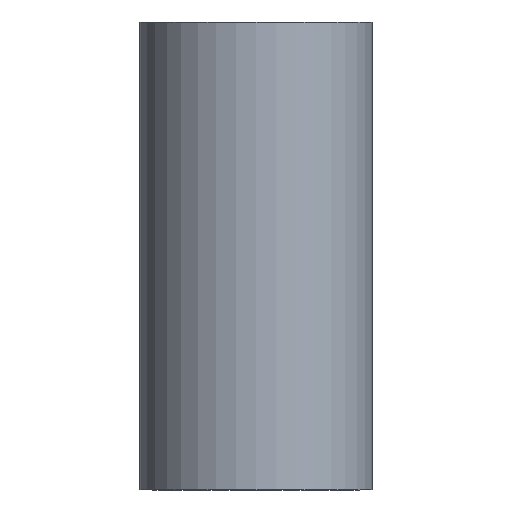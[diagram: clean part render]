
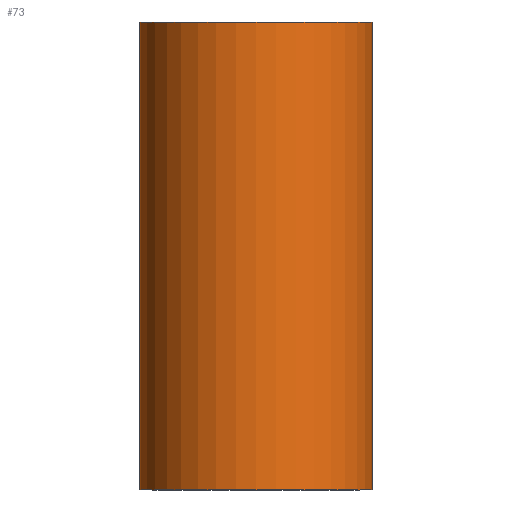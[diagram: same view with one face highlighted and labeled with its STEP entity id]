
A CAD part, front view. The second image highlights one B-rep face of the part: STEP entity #73.
In plain terms, the highlighted cylindrical face has radius 19.9 mm (diameter 39.8 mm), a partial arc.
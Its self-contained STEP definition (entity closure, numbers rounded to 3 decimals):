
#2 = DIRECTION ( 'NONE',  ( 0., 0., 1. ) ) ;
#3 = VECTOR ( 'NONE', #2, 1000. ) ;
#67 = ORIENTED_EDGE ( 'NONE', *, *, #68, .F. ) ;
#68 = EDGE_CURVE ( 'NONE', #133, #136, #170, .T. ) ;
#71 = ORIENTED_EDGE ( 'NONE', *, *, #138, .T. ) ;
#72 = ORIENTED_EDGE ( 'NONE', *, *, #102, .F. ) ;
#73 = ADVANCED_FACE ( 'NONE', ( #218 ), #214, .T. ) ;
#74 = EDGE_LOOP ( 'NONE', ( #72, #103, #71, #67 ) ) ;
#99 = VERTEX_POINT ( 'NONE', #244 ) ;
#100 = VERTEX_POINT ( 'NONE', #243 ) ;
#102 = EDGE_CURVE ( 'NONE', #100, #133, #242, .T. ) ;
#103 = ORIENTED_EDGE ( 'NONE', *, *, #109, .T. ) ;
#109 = EDGE_CURVE ( 'NONE', #100, #99, #232, .T. ) ;
#133 = VERTEX_POINT ( 'NONE', #183 ) ;
#136 = VERTEX_POINT ( 'NONE', #330 ) ;
#138 = EDGE_CURVE ( 'NONE', #99, #136, #328, .T. ) ;
#163 = DIRECTION ( 'NONE',  ( 1., 0., 0. ) ) ;
#164 = DIRECTION ( 'NONE',  ( 0., 0., 1. ) ) ;
#165 = CARTESIAN_POINT ( 'NONE',  ( 0., 0., 0. ) ) ;
#166 = AXIS2_PLACEMENT_3D ( 'NONE', #165, #164, #163 ) ;
#170 = CIRCLE ( 'NONE', #301, 19.9 ) ;
#183 = CARTESIAN_POINT ( 'NONE',  ( -19.9, 0., 0. ) ) ;
#214 = CYLINDRICAL_SURFACE ( 'NONE', #166, 19.9 ) ;
#218 = FACE_OUTER_BOUND ( 'NONE', #74, .T. ) ;
#228 = DIRECTION ( 'NONE',  ( 1., 0., 0. ) ) ;
#229 = DIRECTION ( 'NONE',  ( 0., 0., 1. ) ) ;
#230 = CARTESIAN_POINT ( 'NONE',  ( 0., 0., -80. ) ) ;
#231 = AXIS2_PLACEMENT_3D ( 'NONE', #230, #229, #228 ) ;
#232 = CIRCLE ( 'NONE', #231, 19.9 ) ;
#239 = DIRECTION ( 'NONE',  ( 0., 0., 1. ) ) ;
#240 = VECTOR ( 'NONE', #239, 1000. ) ;
#241 = CARTESIAN_POINT ( 'NONE',  ( -19.9, 0., 0. ) ) ;
#242 = LINE ( 'NONE', #241, #240 ) ;
#243 = CARTESIAN_POINT ( 'NONE',  ( -19.9, 0., -80. ) ) ;
#244 = CARTESIAN_POINT ( 'NONE',  ( 19.9, 0., -80. ) ) ;
#298 = DIRECTION ( 'NONE',  ( 1., 0., 0. ) ) ;
#299 = DIRECTION ( 'NONE',  ( 0., 0., 1. ) ) ;
#300 = CARTESIAN_POINT ( 'NONE',  ( 0., 0., 0. ) ) ;
#301 = AXIS2_PLACEMENT_3D ( 'NONE', #300, #299, #298 ) ;
#327 = CARTESIAN_POINT ( 'NONE',  ( 19.9, 0., 0. ) ) ;
#328 = LINE ( 'NONE', #327, #3 ) ;
#330 = CARTESIAN_POINT ( 'NONE',  ( 19.9, 0., 0. ) ) ;
